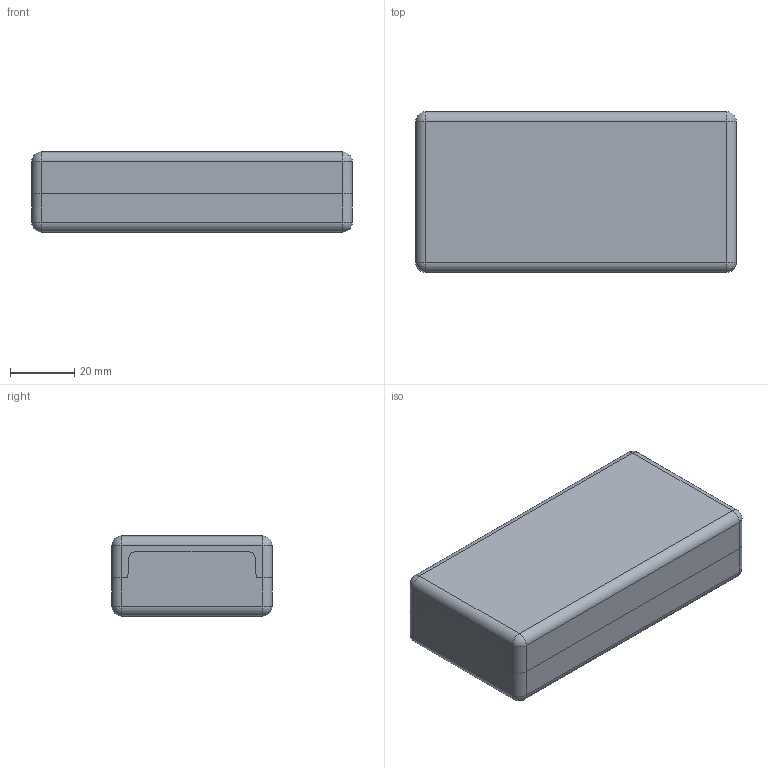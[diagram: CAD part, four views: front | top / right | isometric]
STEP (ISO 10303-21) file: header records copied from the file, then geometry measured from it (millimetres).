
FILE_DESCRIPTION((''),'2;1');
FILE_NAME('0501100300-MBPO_105025.stp','2016-01-08T11:50:38',('robin.rentz'),(''),'Autodesk Inventor 2012','Autodesk Inventor 2012','');
FILE_SCHEMA(('AUTOMOTIVE_DESIGN { 1 2 10303 214 0 1 1 1 }'));
Length unit declared in the file: millimetre
Products named in the file (3): 0501100300-MBPO_105025; 0501100302-UT_105025-40; 0501100321-OT_105025
Assembly tree (2 placements, depth 2):
  0501100300-MBPO_105025
    0501100302-UT_105025-40
    0501100321-OT_105025
Bounding box: 100 x 50 x 25 mm (x, y, z)
Volume: 47519.2 mm3; surface area: 36753.6 mm2
Topology: 2 solids, 2 shells, 262 faces, 578 edges, 348 vertices
Faces by surface type: plane 156, cylinder 66, cone 32, sphere 8
Full cylindrical faces by diameter (mm): 2.4 x4, 4 x4, 4.5 x4, 6.5 x4, 7.2 x4, 8 x4, 9 x4
Entity records: 6989 total; most frequent: DIRECTION 1242, CARTESIAN_POINT 1155, ORIENTED_EDGE 1088, EDGE_CURVE 544, AXIS2_PLACEMENT_3D 431, VECTOR 380, LINE 380, VERTEX_POINT 344
